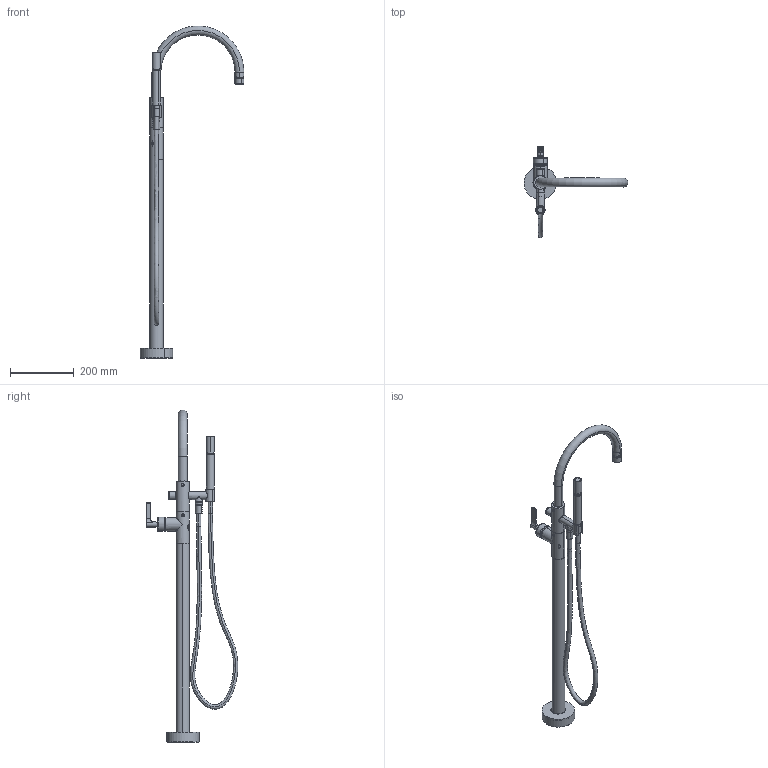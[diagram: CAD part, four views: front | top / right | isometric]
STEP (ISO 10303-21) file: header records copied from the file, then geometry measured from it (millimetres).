
FILE_DESCRIPTION(('CATIA V5 STEP Exchange','CAx-IF Rec.Pracs.--- Model Styling and Organization---1.5--- 2016-08-15','CAx-IF Rec.Pracs.---Supplemental Geometry---1.0---2011-11-01','CAx-IF Rec.Pracs.--- Composite Materials ---3.4---2017-06-13','CAx-IF Rec.Pracs.---Tessellated 3D Geometry---1.0---2015-12-17'),'2;1');
FILE_NAME('GC014200.stp','2022-09-19T07:52:26+00:00',('none'),('none'),'CATIA Version 5-6 Release 2020 SP2','CATIA V5 STEP AP242 v2','none');
FILE_SCHEMA(('AP242_MANAGED_MODEL_BASED_3D_ENGINEERING_MIM_LF {1 0 10303 442 1 1 4}'));
Length unit declared in the file: millimetre
Products named in the file (1): Product1_AllCATPart
Bounding box: 324.99 x 286.95 x 1039.3 mm (x, y, z)
Volume: 1541730 mm3; surface area: 370656.7 mm2
Topology: 9 solids, 17 shells, 919 faces, 2435 edges, 1563 vertices
Faces by surface type: cylinder 344, plane 321, cone 122, torus 58, extrusion 52, bspline 18, sphere 4
Entity records: 30833 total; most frequent: CARTESIAN_POINT 10749, ORIENTED_EDGE 4842, DIRECTION 2828, EDGE_CURVE 2421, VERTEX_POINT 1563, AXIS2_PLACEMENT_3D 1384, EDGE_LOOP 1040, VECTOR 929
